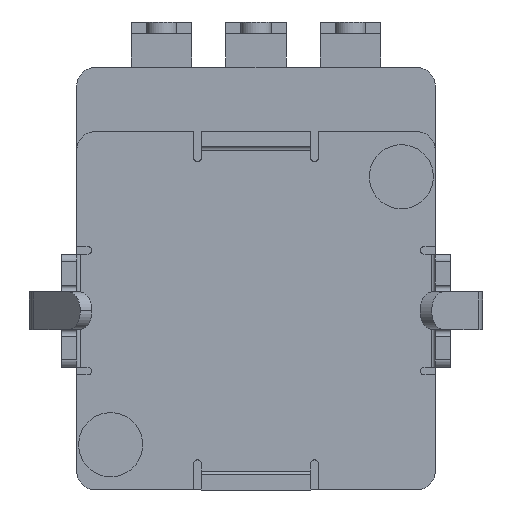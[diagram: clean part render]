
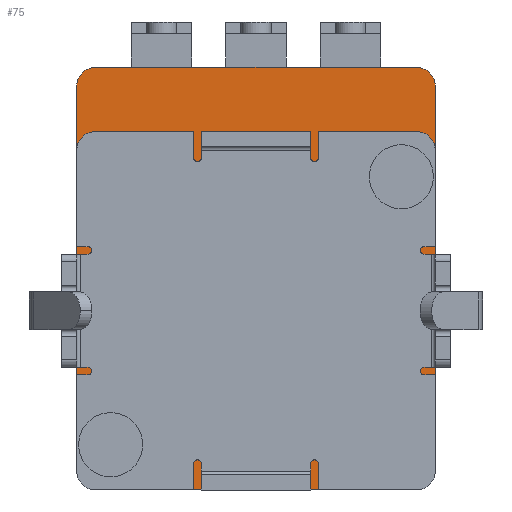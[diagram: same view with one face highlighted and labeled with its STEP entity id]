
A CAD part, front view. The second image highlights one B-rep face of the part: STEP entity #75.
In plain terms, the highlighted planar face has unit normal (0, -1, 0).
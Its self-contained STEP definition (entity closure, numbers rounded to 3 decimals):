
#32 = VECTOR ( 'NONE', #4322, 1000. ) ;
#75 = ADVANCED_FACE ( 'NONE', ( #1794 ), #7041, .F. ) ;
#242 = CARTESIAN_POINT ( 'NONE',  ( 0., 0., -10.7 ) ) ;
#438 = EDGE_CURVE ( 'NONE', #3017, #555, #4675, .T. ) ;
#485 = CARTESIAN_POINT ( 'NONE',  ( 9.5, 0., 0. ) ) ;
#555 = VERTEX_POINT ( 'NONE', #2064 ) ;
#558 = DIRECTION ( 'NONE',  ( -1., 0., 0. ) ) ;
#1167 = ORIENTED_EDGE ( 'NONE', *, *, #6513, .T. ) ;
#1170 = LINE ( 'NONE', #485, #32 ) ;
#1181 = DIRECTION ( 'NONE',  ( 0., 0., 1. ) ) ;
#1245 = LINE ( 'NONE', #1379, #7920 ) ;
#1379 = CARTESIAN_POINT ( 'NONE',  ( 9.5, 0., -11.2 ) ) ;
#1545 = VERTEX_POINT ( 'NONE', #5958 ) ;
#1625 = EDGE_LOOP ( 'NONE', ( #1740, #2193, #3573, #1709, #1167, #3837, #5207, #4161 ) ) ;
#1709 = ORIENTED_EDGE ( 'NONE', *, *, #2290, .T. ) ;
#1735 = EDGE_CURVE ( 'NONE', #4701, #5214, #1245, .T. ) ;
#1740 = ORIENTED_EDGE ( 'NONE', *, *, #5120, .F. ) ;
#1794 = FACE_OUTER_BOUND ( 'NONE', #1625, .T. ) ;
#1907 = CARTESIAN_POINT ( 'NONE',  ( 0.5, 0., -10.7 ) ) ;
#2000 = EDGE_CURVE ( 'NONE', #7471, #5214, #8182, .T. ) ;
#2064 = CARTESIAN_POINT ( 'NONE',  ( 9., 0., 0. ) ) ;
#2193 = ORIENTED_EDGE ( 'NONE', *, *, #438, .T. ) ;
#2201 = DIRECTION ( 'NONE',  ( 0., -1., 0. ) ) ;
#2290 = EDGE_CURVE ( 'NONE', #1545, #7465, #8441, .T. ) ;
#2402 = CARTESIAN_POINT ( 'NONE',  ( 9.5, 0., 0. ) ) ;
#2434 = DIRECTION ( 'NONE',  ( -1., 0., 0. ) ) ;
#2798 = CARTESIAN_POINT ( 'NONE',  ( 0., 0., 0. ) ) ;
#2970 = AXIS2_PLACEMENT_3D ( 'NONE', #3785, #6660, #4091 ) ;
#3017 = VERTEX_POINT ( 'NONE', #8083 ) ;
#3166 = AXIS2_PLACEMENT_3D ( 'NONE', #4533, #5131, #3292 ) ;
#3292 = DIRECTION ( 'NONE',  ( 0., 0., 1. ) ) ;
#3573 = ORIENTED_EDGE ( 'NONE', *, *, #5484, .T. ) ;
#3785 = CARTESIAN_POINT ( 'NONE',  ( 9.5, 0., 0. ) ) ;
#3837 = ORIENTED_EDGE ( 'NONE', *, *, #2000, .T. ) ;
#4091 = DIRECTION ( 'NONE',  ( 0., 0., 1. ) ) ;
#4134 = EDGE_CURVE ( 'NONE', #4701, #5630, #7852, .T. ) ;
#4161 = ORIENTED_EDGE ( 'NONE', *, *, #4134, .T. ) ;
#4221 = CARTESIAN_POINT ( 'NONE',  ( 9., 0., -11.2 ) ) ;
#4322 = DIRECTION ( 'NONE',  ( 0., 0., -1. ) ) ;
#4455 = DIRECTION ( 'NONE',  ( 0., -1., 0. ) ) ;
#4533 = CARTESIAN_POINT ( 'NONE',  ( 9., 0., -0.5 ) ) ;
#4675 = CIRCLE ( 'NONE', #3166, 0.5 ) ;
#4701 = VERTEX_POINT ( 'NONE', #4221 ) ;
#4758 = DIRECTION ( 'NONE',  ( 0., 0., 1. ) ) ;
#4890 = AXIS2_PLACEMENT_3D ( 'NONE', #8053, #2201, #4758 ) ;
#5120 = EDGE_CURVE ( 'NONE', #3017, #5630, #1170, .T. ) ;
#5131 = DIRECTION ( 'NONE',  ( 0., -1., 0. ) ) ;
#5207 = ORIENTED_EDGE ( 'NONE', *, *, #1735, .F. ) ;
#5214 = VERTEX_POINT ( 'NONE', #5224 ) ;
#5224 = CARTESIAN_POINT ( 'NONE',  ( 0.5, 0., -11.2 ) ) ;
#5484 = EDGE_CURVE ( 'NONE', #555, #1545, #8159, .T. ) ;
#5591 = AXIS2_PLACEMENT_3D ( 'NONE', #1907, #4455, #6233 ) ;
#5630 = VERTEX_POINT ( 'NONE', #7066 ) ;
#5958 = CARTESIAN_POINT ( 'NONE',  ( 0.5, 0., 0. ) ) ;
#6081 = AXIS2_PLACEMENT_3D ( 'NONE', #8389, #6346, #1181 ) ;
#6166 = DIRECTION ( 'NONE',  ( 0., 0., -1. ) ) ;
#6233 = DIRECTION ( 'NONE',  ( 0., 0., 1. ) ) ;
#6346 = DIRECTION ( 'NONE',  ( 0., -1., 0. ) ) ;
#6513 = EDGE_CURVE ( 'NONE', #7465, #7471, #6684, .T. ) ;
#6613 = CARTESIAN_POINT ( 'NONE',  ( 0., 0., -0.5 ) ) ;
#6660 = DIRECTION ( 'NONE',  ( 0., 1., 0. ) ) ;
#6684 = LINE ( 'NONE', #2798, #7244 ) ;
#7041 = PLANE ( 'NONE',  #2970 ) ;
#7066 = CARTESIAN_POINT ( 'NONE',  ( 9.5, 0., -10.7 ) ) ;
#7244 = VECTOR ( 'NONE', #6166, 1000. ) ;
#7465 = VERTEX_POINT ( 'NONE', #6613 ) ;
#7471 = VERTEX_POINT ( 'NONE', #242 ) ;
#7852 = CIRCLE ( 'NONE', #6081, 0.5 ) ;
#7920 = VECTOR ( 'NONE', #558, 1000. ) ;
#8053 = CARTESIAN_POINT ( 'NONE',  ( 0.5, 0., -0.5 ) ) ;
#8083 = CARTESIAN_POINT ( 'NONE',  ( 9.5, 0., -0.5 ) ) ;
#8159 = LINE ( 'NONE', #2402, #8450 ) ;
#8182 = CIRCLE ( 'NONE', #5591, 0.5 ) ;
#8389 = CARTESIAN_POINT ( 'NONE',  ( 9., 0., -10.7 ) ) ;
#8441 = CIRCLE ( 'NONE', #4890, 0.5 ) ;
#8450 = VECTOR ( 'NONE', #2434, 1000. ) ;
